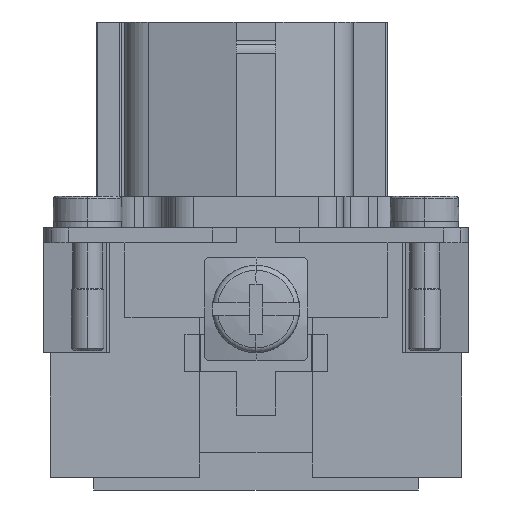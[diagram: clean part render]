
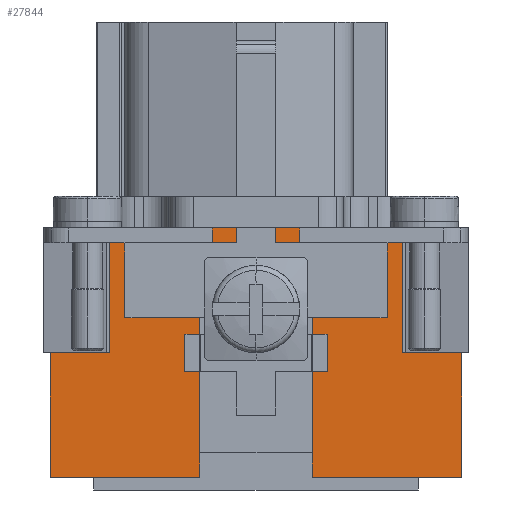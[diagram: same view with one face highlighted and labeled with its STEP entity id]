
A CAD part, left-side view. The second image highlights one B-rep face of the part: STEP entity #27844.
In plain terms, the highlighted planar face has unit normal (-1, 0, 0).
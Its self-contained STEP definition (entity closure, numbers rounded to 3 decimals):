
#8308=CARTESIAN_POINT('',(-14.75,-16.5,-20.0));
#8309=VERTEX_POINT('',#8308);
#8316=CARTESIAN_POINT('',(-14.75,-4.5,-20.0));
#8317=VERTEX_POINT('',#8316);
#8318=CARTESIAN_POINT('',(-14.75,-4.5,-20.0));
#8319=DIRECTION('',(0.0,-1.0,0.0));
#8320=VECTOR('',#8319,12.0);
#8321=LINE('',#8318,#8320);
#8322=EDGE_CURVE('',#8317,#8309,#8321,.T.);
#8404=CARTESIAN_POINT('',(-14.75,4.5,-20.0));
#8405=VERTEX_POINT('',#8404);
#8412=CARTESIAN_POINT('',(-14.75,16.5,-20.0));
#8413=VERTEX_POINT('',#8412);
#8414=CARTESIAN_POINT('',(-14.75,16.5,-20.0));
#8415=DIRECTION('',(0.0,-1.0,0.0));
#8416=VECTOR('',#8415,12.0);
#8417=LINE('',#8414,#8416);
#8418=EDGE_CURVE('',#8413,#8405,#8417,.T.);
#15749=CARTESIAN_POINT('',(-14.75,-11.75,0.0));
#15750=VERTEX_POINT('',#15749);
#15751=CARTESIAN_POINT('',(-14.75,11.75,0.0));
#15752=VERTEX_POINT('',#15751);
#15753=CARTESIAN_POINT('',(-14.75,-11.75,0.0));
#15754=DIRECTION('',(0.0,1.0,0.0));
#15755=VECTOR('',#15754,23.5);
#15756=LINE('',#15753,#15755);
#15757=EDGE_CURVE('',#15750,#15752,#15756,.T.);
#19747=CARTESIAN_POINT('',(-14.75,16.5,-10.));
#19748=VERTEX_POINT('',#19747);
#19749=CARTESIAN_POINT('',(-14.75,16.5,-10.));
#19750=DIRECTION('',(0.0,0.0,-1.0));
#19751=VECTOR('',#19750,10.);
#19752=LINE('',#19749,#19751);
#19753=EDGE_CURVE('',#19748,#8413,#19752,.T.);
#27759=CARTESIAN_POINT('',(-14.75,16.5,0.0));
#27760=DIRECTION('',(-1.0,0.0,0.0));
#27761=DIRECTION('',(0.0,0.0,1.0));
#27762=AXIS2_PLACEMENT_3D('',#27759,#27760,#27761);
#27763=PLANE('',#27762);
#27764=CARTESIAN_POINT('',(-14.75,4.5,-1.2));
#27765=VERTEX_POINT('',#27764);
#27766=CARTESIAN_POINT('',(-14.75,-4.5,-1.2));
#27767=VERTEX_POINT('',#27766);
#27768=CARTESIAN_POINT('',(-14.75,4.5,-1.2));
#27769=DIRECTION('',(0.0,-1.0,0.0));
#27770=VECTOR('',#27769,9.0);
#27771=LINE('',#27768,#27770);
#27772=EDGE_CURVE('',#27765,#27767,#27771,.T.);
#27773=ORIENTED_EDGE('',*,*,#27772,.T.);
#27774=CARTESIAN_POINT('',(-14.75,-4.5,-18.));
#27775=VERTEX_POINT('',#27774);
#27776=CARTESIAN_POINT('',(-14.75,-4.5,-1.2));
#27777=DIRECTION('',(0.0,0.0,-1.0));
#27778=VECTOR('',#27777,16.8);
#27779=LINE('',#27776,#27778);
#27780=EDGE_CURVE('',#27767,#27775,#27779,.T.);
#27781=ORIENTED_EDGE('',*,*,#27780,.T.);
#27782=CARTESIAN_POINT('',(-14.75,-4.5,-18.));
#27783=DIRECTION('',(0.0,0.0,-1.0));
#27784=VECTOR('',#27783,2.);
#27785=LINE('',#27782,#27784);
#27786=EDGE_CURVE('',#27775,#8317,#27785,.T.);
#27787=ORIENTED_EDGE('',*,*,#27786,.T.);
#27788=ORIENTED_EDGE('',*,*,#8322,.T.);
#27789=CARTESIAN_POINT('',(-14.75,-16.5,-10.));
#27790=VERTEX_POINT('',#27789);
#27791=CARTESIAN_POINT('',(-14.75,-16.5,-10.));
#27792=DIRECTION('',(0.0,0.0,-1.0));
#27793=VECTOR('',#27792,10.);
#27794=LINE('',#27791,#27793);
#27795=EDGE_CURVE('',#27790,#8309,#27794,.T.);
#27796=ORIENTED_EDGE('',*,*,#27795,.F.);
#27797=CARTESIAN_POINT('',(-14.75,-11.75,-10.));
#27798=VERTEX_POINT('',#27797);
#27799=CARTESIAN_POINT('',(-14.75,-16.5,-10.));
#27800=DIRECTION('',(0.0,1.0,0.0));
#27801=VECTOR('',#27800,4.75);
#27802=LINE('',#27799,#27801);
#27803=EDGE_CURVE('',#27790,#27798,#27802,.T.);
#27804=ORIENTED_EDGE('',*,*,#27803,.T.);
#27805=CARTESIAN_POINT('',(-14.75,-11.75,-10.));
#27806=DIRECTION('',(0.0,0.0,1.0));
#27807=VECTOR('',#27806,10.);
#27808=LINE('',#27805,#27807);
#27809=EDGE_CURVE('',#27798,#15750,#27808,.T.);
#27810=ORIENTED_EDGE('',*,*,#27809,.T.);
#27811=ORIENTED_EDGE('',*,*,#15757,.T.);
#27812=CARTESIAN_POINT('',(-14.75,11.75,-10.));
#27813=VERTEX_POINT('',#27812);
#27814=CARTESIAN_POINT('',(-14.75,11.75,0.0));
#27815=DIRECTION('',(0.0,0.0,-1.0));
#27816=VECTOR('',#27815,10.);
#27817=LINE('',#27814,#27816);
#27818=EDGE_CURVE('',#15752,#27813,#27817,.T.);
#27819=ORIENTED_EDGE('',*,*,#27818,.T.);
#27820=CARTESIAN_POINT('',(-14.75,11.75,-10.));
#27821=DIRECTION('',(0.0,1.0,0.0));
#27822=VECTOR('',#27821,4.75);
#27823=LINE('',#27820,#27822);
#27824=EDGE_CURVE('',#27813,#19748,#27823,.T.);
#27825=ORIENTED_EDGE('',*,*,#27824,.T.);
#27826=ORIENTED_EDGE('',*,*,#19753,.T.);
#27827=ORIENTED_EDGE('',*,*,#8418,.T.);
#27828=CARTESIAN_POINT('',(-14.75,4.5,-18.));
#27829=VERTEX_POINT('',#27828);
#27830=CARTESIAN_POINT('',(-14.75,4.5,-20.0));
#27831=DIRECTION('',(0.0,0.0,1.0));
#27832=VECTOR('',#27831,2.);
#27833=LINE('',#27830,#27832);
#27834=EDGE_CURVE('',#8405,#27829,#27833,.T.);
#27835=ORIENTED_EDGE('',*,*,#27834,.T.);
#27836=CARTESIAN_POINT('',(-14.75,4.5,-18.));
#27837=DIRECTION('',(0.0,0.0,1.0));
#27838=VECTOR('',#27837,16.8);
#27839=LINE('',#27836,#27838);
#27840=EDGE_CURVE('',#27829,#27765,#27839,.T.);
#27841=ORIENTED_EDGE('',*,*,#27840,.T.);
#27842=EDGE_LOOP('',(#27773,#27781,#27787,#27788,#27796,#27804,#27810,#27811,#27819,#27825,#27826,#27827,#27835,#27841));
#27843=FACE_OUTER_BOUND('',#27842,.T.);
#27844=ADVANCED_FACE('',(#27843),#27763,.T.);
